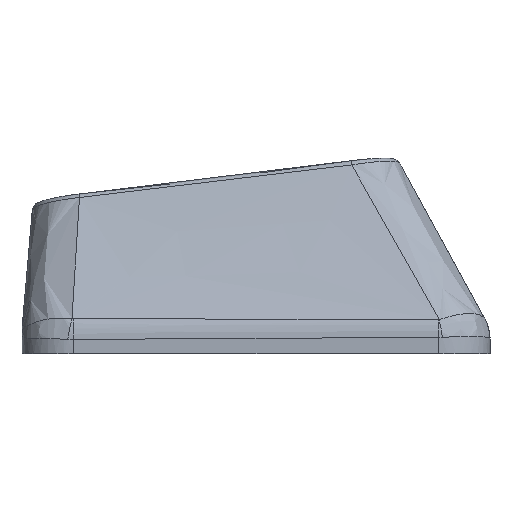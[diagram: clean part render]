
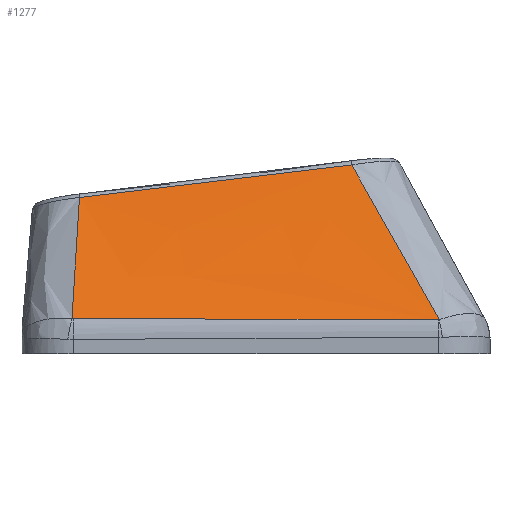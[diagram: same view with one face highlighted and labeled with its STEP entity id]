
A CAD part, left-side view. The second image highlights one B-rep face of the part: STEP entity #1277.
In plain terms, the highlighted free-form (B-spline) face has degree [3, 3] with [4, 4] control points.
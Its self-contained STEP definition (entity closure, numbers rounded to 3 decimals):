
#29=B_SPLINE_SURFACE_WITH_KNOTS('',3,3,((#2533,#2534,#2535,#2536),(#2537,
#2538,#2539,#2540),(#2541,#2542,#2543,#2544),(#2545,#2546,#2547,#2548)),
 .UNSPECIFIED.,.F.,.F.,.F.,(4,4),(4,4),(0.099,0.893),
(0.027,0.951),.UNSPECIFIED.);
#156=FACE_OUTER_BOUND('',#233,.T.);
#233=EDGE_LOOP('',(#995,#996,#997,#998,#999,#1000));
#432=B_SPLINE_CURVE_WITH_KNOTS('',3,(#2211,#2212,#2213,#2214),
 .UNSPECIFIED.,.F.,.F.,(4,4),(0.,0.004),
 .UNSPECIFIED.);
#434=B_SPLINE_CURVE_WITH_KNOTS('',3,(#2238,#2239,#2240,#2241),
 .UNSPECIFIED.,.F.,.F.,(4,4),(0.,1.416),.UNSPECIFIED.);
#436=B_SPLINE_CURVE_WITH_KNOTS('',3,(#2265,#2266,#2267,#2268),
 .UNSPECIFIED.,.F.,.F.,(4,4),(0.,0.006),
 .UNSPECIFIED.);
#451=B_SPLINE_CURVE_WITH_KNOTS('',3,(#2550,#2551,#2552,#2553),
 .UNSPECIFIED.,.F.,.F.,(4,4),(0.022,0.777),
 .UNSPECIFIED.);
#452=B_SPLINE_CURVE_WITH_KNOTS('',3,(#2555,#2556,#2557,#2558),
 .UNSPECIFIED.,.F.,.F.,(4,4),(-1.064,0.),
 .UNSPECIFIED.);
#453=B_SPLINE_CURVE_WITH_KNOTS('',3,(#2559,#2560,#2561,#2562),
 .UNSPECIFIED.,.F.,.F.,(4,4),(-0.578,-0.019),
 .UNSPECIFIED.);
#567=VERTEX_POINT('',#2173);
#569=VERTEX_POINT('',#2204);
#571=VERTEX_POINT('',#2231);
#573=VERTEX_POINT('',#2258);
#589=VERTEX_POINT('',#2549);
#590=VERTEX_POINT('',#2554);
#720=EDGE_CURVE('',#567,#569,#432,.T.);
#723=EDGE_CURVE('',#569,#571,#434,.T.);
#726=EDGE_CURVE('',#571,#573,#436,.T.);
#750=EDGE_CURVE('',#589,#567,#451,.T.);
#751=EDGE_CURVE('',#590,#589,#452,.T.);
#752=EDGE_CURVE('',#573,#590,#453,.T.);
#995=ORIENTED_EDGE('',*,*,#726,.F.);
#996=ORIENTED_EDGE('',*,*,#723,.F.);
#997=ORIENTED_EDGE('',*,*,#720,.F.);
#998=ORIENTED_EDGE('',*,*,#750,.F.);
#999=ORIENTED_EDGE('',*,*,#751,.F.);
#1000=ORIENTED_EDGE('',*,*,#752,.F.);
#1277=ADVANCED_FACE('',(#156),#29,.T.);
#2173=CARTESIAN_POINT('',(-13.679,-7.115,0.322));
#2204=CARTESIAN_POINT('',(-13.681,-7.077,0.319));
#2211=CARTESIAN_POINT('Ctrl Pts',(-13.679,-7.115,0.322));
#2212=CARTESIAN_POINT('Ctrl Pts',(-13.68,-7.103,0.32));
#2213=CARTESIAN_POINT('Ctrl Pts',(-13.681,-7.09,0.319));
#2214=CARTESIAN_POINT('Ctrl Pts',(-13.681,-7.077,0.319));
#2231=CARTESIAN_POINT('',(-13.605,7.086,0.37));
#2238=CARTESIAN_POINT('Ctrl Pts',(-13.681,-7.077,0.319));
#2239=CARTESIAN_POINT('Ctrl Pts',(-13.662,-2.356,0.335));
#2240=CARTESIAN_POINT('Ctrl Pts',(-13.638,2.365,0.352));
#2241=CARTESIAN_POINT('Ctrl Pts',(-13.605,7.086,0.37));
#2258=CARTESIAN_POINT('',(-13.602,7.142,0.375));
#2265=CARTESIAN_POINT('Ctrl Pts',(-13.605,7.086,0.37));
#2266=CARTESIAN_POINT('Ctrl Pts',(-13.605,7.105,0.37));
#2267=CARTESIAN_POINT('Ctrl Pts',(-13.604,7.124,0.372));
#2268=CARTESIAN_POINT('Ctrl Pts',(-13.602,7.142,0.375));
#2533=CARTESIAN_POINT('Ctrl Pts',(-10.601,-4.096,6.376));
#2534=CARTESIAN_POINT('Ctrl Pts',(-11.627,-5.103,4.357));
#2535=CARTESIAN_POINT('Ctrl Pts',(-12.654,-6.11,2.338));
#2536=CARTESIAN_POINT('Ctrl Pts',(-13.681,-7.117,0.319));
#2537=CARTESIAN_POINT('Ctrl Pts',(-10.601,-0.349,
5.932));
#2538=CARTESIAN_POINT('Ctrl Pts',(-11.627,-1.021,4.054));
#2539=CARTESIAN_POINT('Ctrl Pts',(-12.654,-1.692,2.176));
#2540=CARTESIAN_POINT('Ctrl Pts',(-13.681,-2.364,0.297));
#2541=CARTESIAN_POINT('Ctrl Pts',(-10.601,3.397,5.489));
#2542=CARTESIAN_POINT('Ctrl Pts',(-11.627,3.061,3.751));
#2543=CARTESIAN_POINT('Ctrl Pts',(-12.654,2.725,2.013));
#2544=CARTESIAN_POINT('Ctrl Pts',(-13.681,2.389,0.275));
#2545=CARTESIAN_POINT('Ctrl Pts',(-10.601,7.144,5.045));
#2546=CARTESIAN_POINT('Ctrl Pts',(-11.627,7.143,3.447));
#2547=CARTESIAN_POINT('Ctrl Pts',(-12.654,7.143,1.85));
#2548=CARTESIAN_POINT('Ctrl Pts',(-13.681,7.142,0.253));
#2549=CARTESIAN_POINT('',(-10.601,-3.712,6.331));
#2550=CARTESIAN_POINT('Ctrl Pts',(-10.601,-3.712,6.331));
#2551=CARTESIAN_POINT('Ctrl Pts',(-11.634,-4.853,4.333));
#2552=CARTESIAN_POINT('Ctrl Pts',(-12.658,-5.986,2.329));
#2553=CARTESIAN_POINT('Ctrl Pts',(-13.679,-7.115,0.322));
#2554=CARTESIAN_POINT('',(-10.609,6.85,5.067));
#2555=CARTESIAN_POINT('Ctrl Pts',(-10.609,6.85,5.067));
#2556=CARTESIAN_POINT('Ctrl Pts',(-10.606,3.329,5.486));
#2557=CARTESIAN_POINT('Ctrl Pts',(-10.604,-0.192,
5.908));
#2558=CARTESIAN_POINT('Ctrl Pts',(-10.601,-3.712,6.331));
#2559=CARTESIAN_POINT('Ctrl Pts',(-13.602,7.142,0.375));
#2560=CARTESIAN_POINT('Ctrl Pts',(-12.599,7.037,1.937));
#2561=CARTESIAN_POINT('Ctrl Pts',(-11.6,6.938,3.501));
#2562=CARTESIAN_POINT('Ctrl Pts',(-10.609,6.85,5.067));
